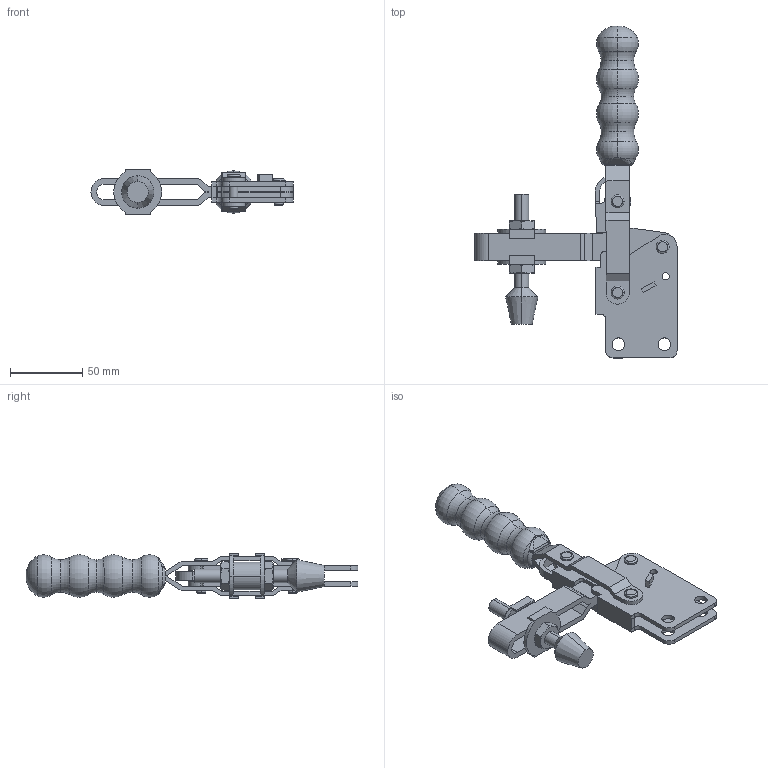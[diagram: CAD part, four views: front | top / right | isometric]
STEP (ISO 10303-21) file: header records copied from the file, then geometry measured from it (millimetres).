
FILE_DESCRIPTION (( 'STEP AP214' ), '1' );
FILE_NAME ('GH-12270(Â²¤Æ)-1.STEP', '2020-04-30T08:35:24', ( 'LinWei' ), ( '' ), 'SwSTEP 2.0', 'SolidWorks 2016', '' );
FILE_SCHEMA (( 'AUTOMOTIVE_DESIGN' ));
Length unit declared in the file: millimetre
Products named in the file (6): Group1^GH-12270(簡化)-1; Group2^GH-12270(簡化)-1; Group5^GH-12270(簡化)-1; 11226508-1-1^GH-12270(簡化)-1; Group4^GH-12270(簡化)-1; GH-12270(簡化)-1
Assembly tree (5 placements, depth 2):
  GH-12270(簡化)-1
    Group4^GH-12270(簡化)-1
    11226508-1-1^GH-12270(簡化)-1
    Group5^GH-12270(簡化)-1
    Group2^GH-12270(簡化)-1
    Group1^GH-12270(簡化)-1
Bounding box: 139.5 x 229.15 x 30.86 mm (x, y, z)
Volume: 131283.9 mm3; surface area: 62370.9 mm2
Topology: 6 solids, 6 shells, 357 faces, 892 edges, 559 vertices
Faces by surface type: plane 148, cylinder 125, cone 36, torus 34, bspline 14
Entity records: 12649 total; most frequent: CARTESIAN_POINT 2610, DIRECTION 1868, ORIENTED_EDGE 1772, EDGE_CURVE 886, AXIS2_PLACEMENT_3D 709, VERTEX_POINT 559, LINE 450, VECTOR 450
